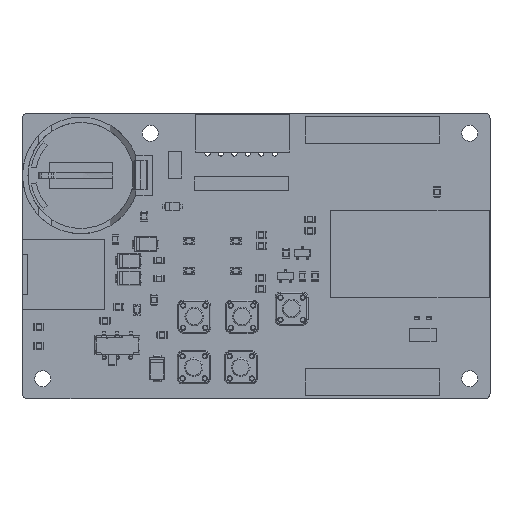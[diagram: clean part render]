
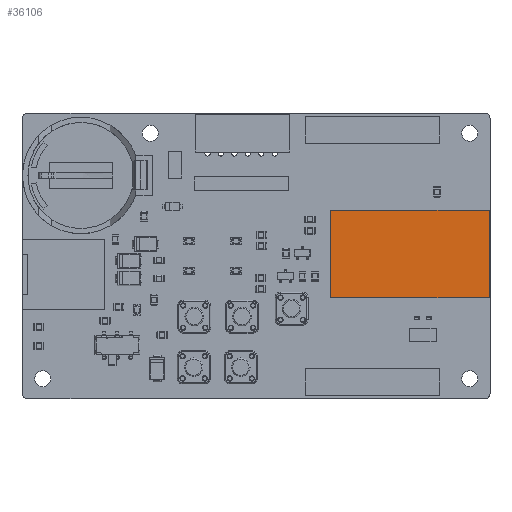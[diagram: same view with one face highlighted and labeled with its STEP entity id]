
A CAD part, top view. The second image highlights one B-rep face of the part: STEP entity #36106.
In plain terms, the highlighted planar face has unit normal (0, 0, 1).
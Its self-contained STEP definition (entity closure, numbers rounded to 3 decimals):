
#35977 = VERTEX_POINT('',#35978);
#35978 = CARTESIAN_POINT('',(-15.011,-8.28,2.));
#35984 = EDGE_CURVE('',#35977,#35985,#35987,.T.);
#35985 = VERTEX_POINT('',#35986);
#35986 = CARTESIAN_POINT('',(-15.011,8.28,2.));
#35987 = LINE('',#35988,#35989);
#35988 = CARTESIAN_POINT('',(-15.011,-8.28,2.));
#35989 = VECTOR('',#35990,1.);
#35990 = DIRECTION('',(0.,1.,0.));
#36015 = EDGE_CURVE('',#35985,#36016,#36018,.T.);
#36016 = VERTEX_POINT('',#36017);
#36017 = CARTESIAN_POINT('',(15.011,8.28,2.));
#36018 = LINE('',#36019,#36020);
#36019 = CARTESIAN_POINT('',(-15.011,8.28,2.));
#36020 = VECTOR('',#36021,1.);
#36021 = DIRECTION('',(1.,0.,0.));
#36046 = EDGE_CURVE('',#36016,#36047,#36049,.T.);
#36047 = VERTEX_POINT('',#36048);
#36048 = CARTESIAN_POINT('',(15.011,-8.28,2.));
#36049 = LINE('',#36050,#36051);
#36050 = CARTESIAN_POINT('',(15.011,8.28,2.));
#36051 = VECTOR('',#36052,1.);
#36052 = DIRECTION('',(0.,-1.,0.));
#36077 = EDGE_CURVE('',#36047,#35977,#36078,.T.);
#36078 = LINE('',#36079,#36080);
#36079 = CARTESIAN_POINT('',(15.011,-8.28,2.));
#36080 = VECTOR('',#36081,1.);
#36081 = DIRECTION('',(-1.,0.,0.));
#36106 = ADVANCED_FACE('',(#36107),#36113,.T.);
#36107 = FACE_BOUND('',#36108,.F.);
#36108 = EDGE_LOOP('',(#36109,#36110,#36111,#36112));
#36109 = ORIENTED_EDGE('',*,*,#35984,.T.);
#36110 = ORIENTED_EDGE('',*,*,#36015,.T.);
#36111 = ORIENTED_EDGE('',*,*,#36046,.T.);
#36112 = ORIENTED_EDGE('',*,*,#36077,.T.);
#36113 = PLANE('',#36114);
#36114 = AXIS2_PLACEMENT_3D('',#36115,#36116,#36117);
#36115 = CARTESIAN_POINT('',(-15.011,-8.28,2.));
#36116 = DIRECTION('',(0.,0.,1.));
#36117 = DIRECTION('',(1.,0.,0.));
